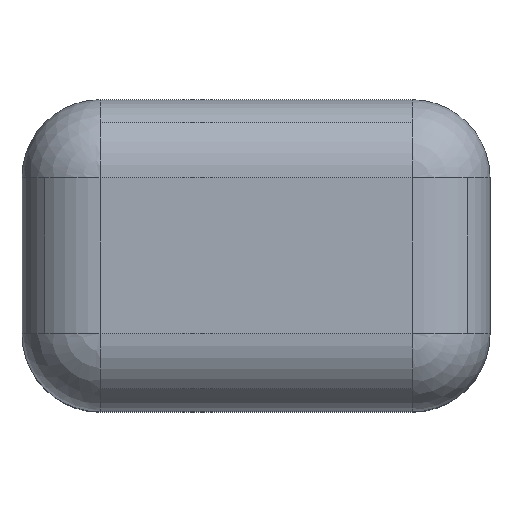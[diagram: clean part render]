
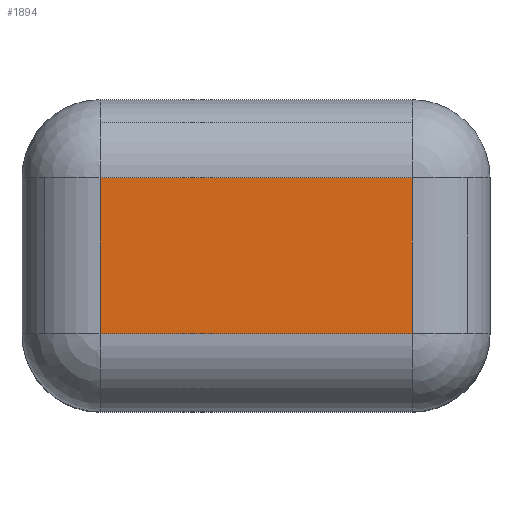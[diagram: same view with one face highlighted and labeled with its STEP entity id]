
A CAD part, top view. The second image highlights one B-rep face of the part: STEP entity #1894.
In plain terms, the highlighted planar face has unit normal (0, 0, 1).
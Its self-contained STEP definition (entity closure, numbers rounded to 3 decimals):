
#999=CARTESIAN_POINT('',(-2.54,-1.27,9.14));
#1000=VERTEX_POINT('',#999);
#1008=CARTESIAN_POINT('',(-2.54,1.27,9.14));
#1009=VERTEX_POINT('',#1008);
#1010=CARTESIAN_POINT('',(-2.54,-1.27,9.14));
#1011=DIRECTION('',(0.0,1.0,0.0));
#1012=VECTOR('',#1011,2.54);
#1013=LINE('',#1010,#1012);
#1014=EDGE_CURVE('',#1000,#1009,#1013,.T.);
#1041=CARTESIAN_POINT('',(2.54,-1.27,9.14));
#1042=VERTEX_POINT('',#1041);
#1050=CARTESIAN_POINT('',(2.54,-1.27,9.14));
#1051=DIRECTION('',(-1.0,0.0,0.0));
#1052=VECTOR('',#1051,5.08);
#1053=LINE('',#1050,#1052);
#1054=EDGE_CURVE('',#1042,#1000,#1053,.T.);
#1081=CARTESIAN_POINT('',(2.54,1.27,9.14));
#1082=VERTEX_POINT('',#1081);
#1090=CARTESIAN_POINT('',(2.54,1.27,9.14));
#1091=DIRECTION('',(0.0,-1.0,0.0));
#1092=VECTOR('',#1091,2.54);
#1093=LINE('',#1090,#1092);
#1094=EDGE_CURVE('',#1082,#1042,#1093,.T.);
#1128=CARTESIAN_POINT('',(-2.54,1.27,9.14));
#1129=DIRECTION('',(1.0,0.0,0.0));
#1130=VECTOR('',#1129,5.08);
#1131=LINE('',#1128,#1130);
#1132=EDGE_CURVE('',#1009,#1082,#1131,.T.);
#1883=CARTESIAN_POINT('',(0.0,0.,9.14));
#1884=DIRECTION('',(0.0,0.0,1.0));
#1885=DIRECTION('',(1.0,0.0,0.0));
#1886=AXIS2_PLACEMENT_3D('',#1883,#1884,#1885);
#1887=PLANE('',#1886);
#1888=ORIENTED_EDGE('',*,*,#1132,.F.);
#1889=ORIENTED_EDGE('',*,*,#1014,.F.);
#1890=ORIENTED_EDGE('',*,*,#1054,.F.);
#1891=ORIENTED_EDGE('',*,*,#1094,.F.);
#1892=EDGE_LOOP('',(#1888,#1889,#1890,#1891));
#1893=FACE_OUTER_BOUND('',#1892,.T.);
#1894=ADVANCED_FACE('',(#1893),#1887,.T.);
